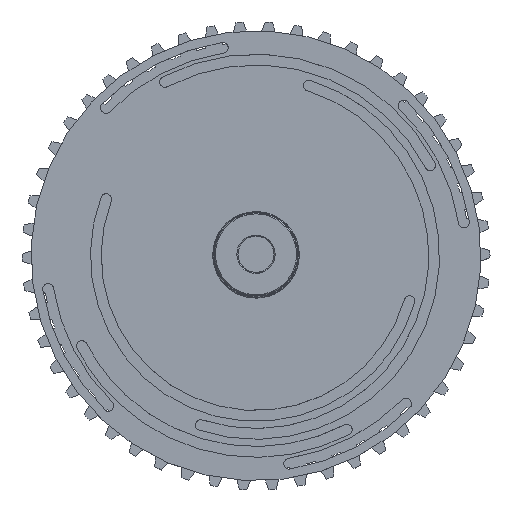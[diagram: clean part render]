
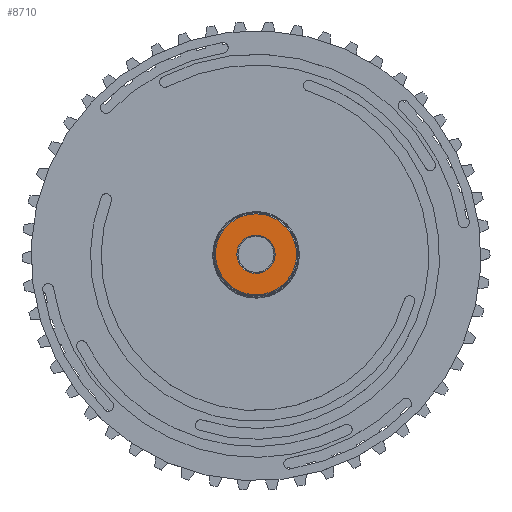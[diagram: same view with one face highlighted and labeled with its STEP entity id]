
A CAD part, top view. The second image highlights one B-rep face of the part: STEP entity #8710.
In plain terms, the highlighted planar face has unit normal (0, 0, 1).
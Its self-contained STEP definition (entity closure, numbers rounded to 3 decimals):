
#553 = DIRECTION ( 'NONE',  ( 0., 0., -1. ) ) ;
#770 = EDGE_CURVE ( 'NONE', #13214, #8908, #24915, .T. ) ;
#3529 = CARTESIAN_POINT ( 'NONE',  ( 0., 0., 72.633 ) ) ;
#3830 = DIRECTION ( 'NONE',  ( 0.01, -1., 0. ) ) ;
#4992 = EDGE_LOOP ( 'NONE', ( #10906, #20778 ) ) ;
#5496 = EDGE_CURVE ( 'NONE', #8908, #13214, #18607, .T. ) ;
#6089 = CARTESIAN_POINT ( 'NONE',  ( 0., 0., 72.633 ) ) ;
#6541 = CARTESIAN_POINT ( 'NONE',  ( 9., 0.09, 72.633 ) ) ;
#7253 = FACE_BOUND ( 'NONE', #4992, .T. ) ;
#8178 = AXIS2_PLACEMENT_3D ( 'NONE', #16595, #8195, #25284 ) ;
#8195 = DIRECTION ( 'NONE',  ( 0., 0., 1. ) ) ;
#8710 = ADVANCED_FACE ( 'NONE', ( #7253, #18202 ), #26890, .F. ) ;
#8908 = VERTEX_POINT ( 'NONE', #15053 ) ;
#10879 = AXIS2_PLACEMENT_3D ( 'NONE', #3529, #21018, #23425 ) ;
#10906 = ORIENTED_EDGE ( 'NONE', *, *, #770, .T. ) ;
#13214 = VERTEX_POINT ( 'NONE', #18713 ) ;
#13218 = ORIENTED_EDGE ( 'NONE', *, *, #14299, .T. ) ;
#13435 = ORIENTED_EDGE ( 'NONE', *, *, #27144, .T. ) ;
#14299 = EDGE_CURVE ( 'NONE', #24610, #15737, #19748, .T. ) ;
#15053 = CARTESIAN_POINT ( 'NONE',  ( -4.25, -0.042, 72.633 ) ) ;
#15326 = DIRECTION ( 'NONE',  ( -1., -0.01, 0. ) ) ;
#15737 = VERTEX_POINT ( 'NONE', #6541 ) ;
#16595 = CARTESIAN_POINT ( 'NONE',  ( 0., 0., 72.633 ) ) ;
#17169 = CARTESIAN_POINT ( 'NONE',  ( 0., 0., 72.633 ) ) ;
#18202 = FACE_OUTER_BOUND ( 'NONE', #21870, .T. ) ;
#18607 = CIRCLE ( 'NONE', #10879, 4.25 ) ;
#18617 = CIRCLE ( 'NONE', #8178, 9. ) ;
#18713 = CARTESIAN_POINT ( 'NONE',  ( 4.25, 0.042, 72.633 ) ) ;
#19748 = CIRCLE ( 'NONE', #21557, 9. ) ;
#19904 = AXIS2_PLACEMENT_3D ( 'NONE', #26573, #553, #15326 ) ;
#20778 = ORIENTED_EDGE ( 'NONE', *, *, #5496, .T. ) ;
#21008 = AXIS2_PLACEMENT_3D ( 'NONE', #6089, #23584, #3830 ) ;
#21018 = DIRECTION ( 'NONE',  ( 0., 0., -1. ) ) ;
#21557 = AXIS2_PLACEMENT_3D ( 'NONE', #17169, #25854, #21720 ) ;
#21720 = DIRECTION ( 'NONE',  ( -1., -0.01, 0. ) ) ;
#21870 = EDGE_LOOP ( 'NONE', ( #13218, #13435 ) ) ;
#23425 = DIRECTION ( 'NONE',  ( -1., -0.01, 0. ) ) ;
#23584 = DIRECTION ( 'NONE',  ( 0., 0., -1. ) ) ;
#24610 = VERTEX_POINT ( 'NONE', #27930 ) ;
#24915 = CIRCLE ( 'NONE', #19904, 4.25 ) ;
#25284 = DIRECTION ( 'NONE',  ( -1., -0.01, 0. ) ) ;
#25854 = DIRECTION ( 'NONE',  ( 0., 0., 1. ) ) ;
#26573 = CARTESIAN_POINT ( 'NONE',  ( 0., 0., 72.633 ) ) ;
#26890 = PLANE ( 'NONE',  #21008 ) ;
#27144 = EDGE_CURVE ( 'NONE', #15737, #24610, #18617, .T. ) ;
#27930 = CARTESIAN_POINT ( 'NONE',  ( -9., -0.09, 72.633 ) ) ;
